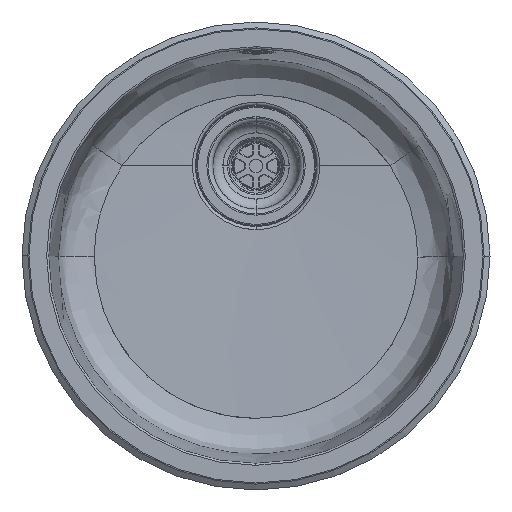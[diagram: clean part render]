
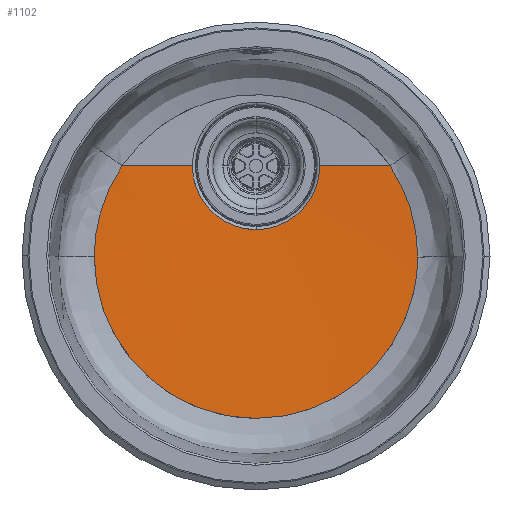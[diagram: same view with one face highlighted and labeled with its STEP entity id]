
A CAD part, top view. The second image highlights one B-rep face of the part: STEP entity #1102.
In plain terms, the highlighted conical face has half-angle 88 degrees and reference radius 59.895 mm.
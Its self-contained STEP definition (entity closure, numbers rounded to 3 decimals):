
#238=CONICAL_SURFACE('',#13759,59.895,88.);
#662=B_SPLINE_CURVE_WITH_KNOTS('',3,(#12353,#12354,#12355,#12356,#12357,#12358,#12359,#12360,#12361,#12362,#12363,#12350),.UNSPECIFIED.,.F.,.U.,(4,1,1,1,1,1,1,1,1,4),(0.,0.017,0.107,0.186,0.5,0.843,0.91,0.942,0.972,1.),.UNSPECIFIED.);
#664=B_SPLINE_CURVE_WITH_KNOTS('',3,(#12502,#12506,#12507,#12508,#12509,#12510,#12511,#12512,#12513,#12514,#12442),.UNSPECIFIED.,.F.,.U.,(4,1,1,1,1,1,1,1,4),(0.,0.018,0.102,0.219,0.625,0.907,0.939,0.97,1.),.UNSPECIFIED.);
#665=B_SPLINE_CURVE_WITH_KNOTS('',3,(#12626,#12627,#12628,#12629,#12630,#12631,#12632,#12633,#12634,#12635,#12636,#12637,#12638,#12639,#12640,#12641,#12642,#12643,#12502),.UNSPECIFIED.,.F.,.U.,(4,1,1,1,1,1,1,1,1,1,1,1,1,1,1,1,4),(0.,0.007,0.044,0.118,0.219,0.25,0.312,0.375,0.5,0.625,0.687,0.75,0.875,0.961,0.974,0.987,1.),.UNSPECIFIED.);
#666=B_SPLINE_CURVE_WITH_KNOTS('',3,(#12350,#12644,#12645,#12646,#12647,#12648,#12649,#12650,#12651,#12652,#12653,#12654,#12655,#12656,#12657,#12658,#12659,#12660,#12626),.UNSPECIFIED.,.F.,.U.,(4,1,1,1,1,1,1,1,1,1,1,1,1,1,1,1,4),(0.,0.007,0.043,0.063,0.188,0.25,0.313,0.375,0.5,0.594,0.625,0.75,0.903,0.958,0.972,0.986,1.),.UNSPECIFIED.);
#1102=ADVANCED_FACE('Volume50',(#1593),#238,.F.);
#1593=FACE_OUTER_BOUND('',#7688,.T.);
#1940=VECTOR('',#14514,66.04);
#1941=VECTOR('',#14513,66.04);
#2194=LINE('',#12353,#1940);
#2195=LINE('',#12442,#1941);
#3731=ORIENTED_EDGE('',*,*,#5482,.F.);
#3732=ORIENTED_EDGE('',*,*,#5462,.T.);
#3733=ORIENTED_EDGE('',*,*,#5481,.T.);
#3734=ORIENTED_EDGE('',*,*,#5480,.T.);
#3735=ORIENTED_EDGE('',*,*,#5466,.T.);
#3736=ORIENTED_EDGE('',*,*,#5483,.T.);
#3737=ORIENTED_EDGE('',*,*,#5484,.T.);
#3738=ORIENTED_EDGE('',*,*,#5485,.T.);
#5462=EDGE_CURVE('22',#7050,#7049,#662,.T.);
#5466=EDGE_CURVE('18',#7052,#7051,#664,.T.);
#5480=EDGE_CURVE('23',#7059,#7052,#665,.T.);
#5481=EDGE_CURVE('24',#7049,#7059,#666,.T.);
#5482=EDGE_CURVE('56',#7050,#7060,#2194,.T.);
#5483=EDGE_CURVE('101',#7051,#7061,#2195,.T.);
#5484=EDGE_CURVE('59',#7061,#7062,#6271,.T.);
#5485=EDGE_CURVE('60',#7062,#7060,#6272,.T.);
#6271=CIRCLE('',#13760,59.895);
#6272=CIRCLE('',#13761,59.895);
#7049=VERTEX_POINT('27',#12350);
#7050=VERTEX_POINT('26',#12353);
#7051=VERTEX_POINT('24',#12442);
#7052=VERTEX_POINT('25',#12502);
#7059=VERTEX_POINT('30',#12626);
#7060=VERTEX_POINT('52',#12662);
#7061=VERTEX_POINT('31',#12663);
#7062=VERTEX_POINT('53',#12664);
#7688=EDGE_LOOP('',(#3731,#3732,#3733,#3734,#3735,#3736,#3737,#3738));
#12350=CARTESIAN_POINT('',(-152.11,-91.119,69.402));
#12353=CARTESIAN_POINT('',(-125.895,-5.53,67.705));
#12354=CARTESIAN_POINT('',(-126.186,-5.963,67.715));
#12355=CARTESIAN_POINT('',(-127.988,-8.639,67.778));
#12356=CARTESIAN_POINT('',(-130.967,-13.419,67.888));
#12357=CARTESIAN_POINT('',(-138.094,-26.194,68.174));
#12358=CARTESIAN_POINT('',(-146.63,-46.916,68.604));
#12359=CARTESIAN_POINT('',(-150.898,-68.533,69.007));
#12360=CARTESIAN_POINT('',(-151.865,-81.88,69.243));
#12361=CARTESIAN_POINT('',(-152.031,-85.779,69.311));
#12362=CARTESIAN_POINT('',(-152.101,-88.516,69.358));
#12363=CARTESIAN_POINT('',(-152.107,-90.274,69.388));
#12442=CARTESIAN_POINT('',(125.895,-5.631,67.705));
#12502=CARTESIAN_POINT('',(152.042,-91.24,69.402));
#12506=CARTESIAN_POINT('',(152.041,-90.686,69.393));
#12507=CARTESIAN_POINT('',(152.038,-87.608,69.34));
#12508=CARTESIAN_POINT('',(151.805,-80.982,69.225));
#12509=CARTESIAN_POINT('',(150.101,-62.681,68.9));
#12510=CARTESIAN_POINT('',(144.013,-38.86,68.443));
#12511=CARTESIAN_POINT('',(134.393,-19.209,68.018));
#12512=CARTESIAN_POINT('',(128.942,-10.301,67.814));
#12513=CARTESIAN_POINT('',(127.434,-7.931,67.759));
#12514=CARTESIAN_POINT('',(126.404,-6.392,67.723));
#12626=CARTESIAN_POINT('',(-0.094,-242.967,71.598));
#12627=CARTESIAN_POINT('',(0.49,-242.965,71.598));
#12628=CARTESIAN_POINT('',(3.995,-242.955,71.598));
#12629=CARTESIAN_POINT('',(13.349,-242.566,71.593));
#12630=CARTESIAN_POINT('',(30.052,-240.458,71.566));
#12631=CARTESIAN_POINT('',(45.916,-236.172,71.512));
#12632=CARTESIAN_POINT('',(60.366,-230.613,71.441));
#12633=CARTESIAN_POINT('',(71.625,-225.304,71.373));
#12634=CARTESIAN_POINT('',(88.713,-215.091,71.241));
#12635=CARTESIAN_POINT('',(108.051,-199.26,71.031));
#12636=CARTESIAN_POINT('',(123.877,-180.035,70.768));
#12637=CARTESIAN_POINT('',(134.148,-162.986,70.525));
#12638=CARTESIAN_POINT('',(142.707,-145.006,70.262));
#12639=CARTESIAN_POINT('',(149.119,-124.007,69.942));
#12640=CARTESIAN_POINT('',(151.443,-106.306,69.656));
#12641=CARTESIAN_POINT('',(151.911,-97.427,69.507));
#12642=CARTESIAN_POINT('',(152.016,-94.362,69.456));
#12643=CARTESIAN_POINT('',(152.033,-92.29,69.42));
#12644=CARTESIAN_POINT('',(-152.107,-91.705,69.412));
#12645=CARTESIAN_POINT('',(-152.091,-95.097,69.47));
#12646=CARTESIAN_POINT('',(-151.88,-100.065,69.554));
#12647=CARTESIAN_POINT('',(-150.684,-114.341,69.789));
#12648=CARTESIAN_POINT('',(-147.43,-130.591,70.045));
#12649=CARTESIAN_POINT('',(-140.68,-149.392,70.328));
#12650=CARTESIAN_POINT('',(-134.272,-162.881,70.525));
#12651=CARTESIAN_POINT('',(-124.014,-179.938,70.768));
#12652=CARTESIAN_POINT('',(-109.786,-197.25,71.005));
#12653=CARTESIAN_POINT('',(-94.681,-210.265,71.178));
#12654=CARTESIAN_POINT('',(-78.42,-221.708,71.328));
#12655=CARTESIAN_POINT('',(-56.629,-233.35,71.477));
#12656=CARTESIAN_POINT('',(-30.921,-240.54,71.568));
#12657=CARTESIAN_POINT('',(-13.332,-242.47,71.592));
#12658=CARTESIAN_POINT('',(-6.714,-242.831,71.596));
#12659=CARTESIAN_POINT('',(-3.405,-242.945,71.598));
#12660=CARTESIAN_POINT('',(-1.198,-242.959,71.598));
#12661=CARTESIAN_POINT('',(0.,-5.581,65.4));
#12662=CARTESIAN_POINT('',(-59.895,-5.557,65.4));
#12663=CARTESIAN_POINT('',(59.895,-5.604,65.4));
#12664=CARTESIAN_POINT('',(-0.024,-65.476,65.4));
#13759=AXIS2_PLACEMENT_3D('',#12661,#14286,#14503);
#13760=AXIS2_PLACEMENT_3D('',#12661,#14500,#14504);
#13761=AXIS2_PLACEMENT_3D('',#12661,#14500,#14502);
#14286=DIRECTION('',(0.,0.,1.));
#14500=DIRECTION('',(0.,0.,-1.));
#14502=DIRECTION('',(0.,-1.,0.));
#14503=DIRECTION('',(-1.,0.,0.));
#14504=DIRECTION('',(1.,0.,0.));
#14513=DIRECTION('',(-0.999,0.,-0.035));
#14514=DIRECTION('',(0.999,0.,-0.035));
